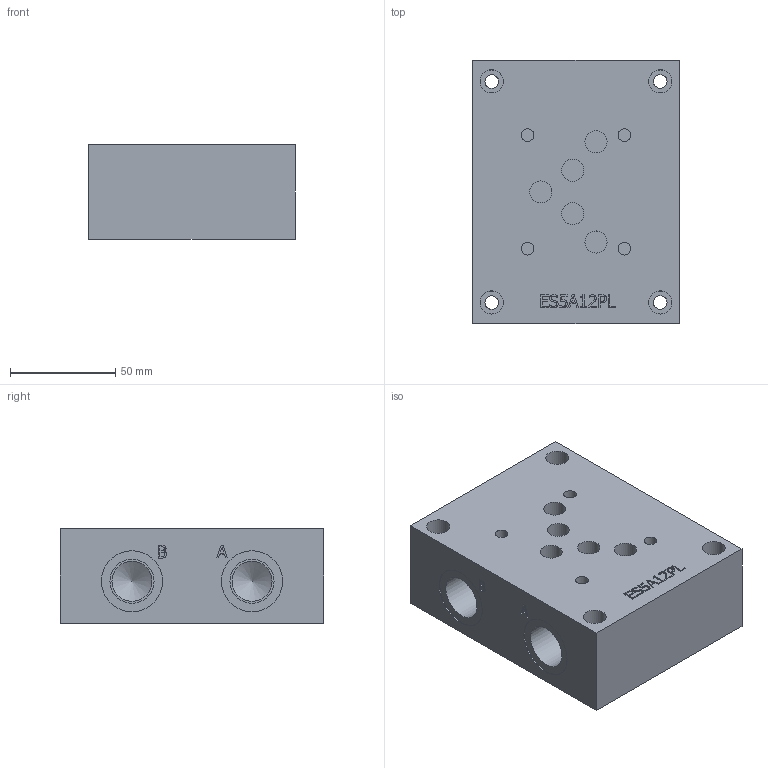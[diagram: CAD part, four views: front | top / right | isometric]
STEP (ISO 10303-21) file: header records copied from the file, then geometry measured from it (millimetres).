
FILE_DESCRIPTION(/* description */ (''),/* implementation_level */ '2;1');
FILE_NAME(/* name */ 'es5a12pl.stp',/* time_stamp */ '2016-05-10T16:29:43+02:00',/* author */ ('Lemoine2'),/* organization */ (''),/* preprocessor_version */ 'ST-DEVELOPER v16.1',/* originating_system */ 'Autodesk Inventor 2016',/* authorisation */ '');
FILE_SCHEMA (('AUTOMOTIVE_DESIGN { 1 0 10303 214 3 1 1 }'));
Length unit declared in the file: millimetre
Products named in the file (1): es5a12pl
Bounding box: 98 x 125 x 45 mm (x, y, z)
Volume: 502339.4 mm3; surface area: 57588.3 mm2
Topology: 1 solids, 1 shells, 250 faces, 633 edges, 424 vertices
Faces by surface type: plane 146, bspline 71, cylinder 29, cone 4
Full cylindrical faces by diameter (mm): 6 x4, 6.5 x4, 10.5 x5, 11 x4, 19 x4, 20.955 x4, 29 x4
Entity records: 7659 total; most frequent: CARTESIAN_POINT 2170, ORIENTED_EDGE 1172, DIRECTION 862, EDGE_CURVE 586, VERTEX_POINT 410, LINE 386, VECTOR 386, EDGE_LOOP 330
